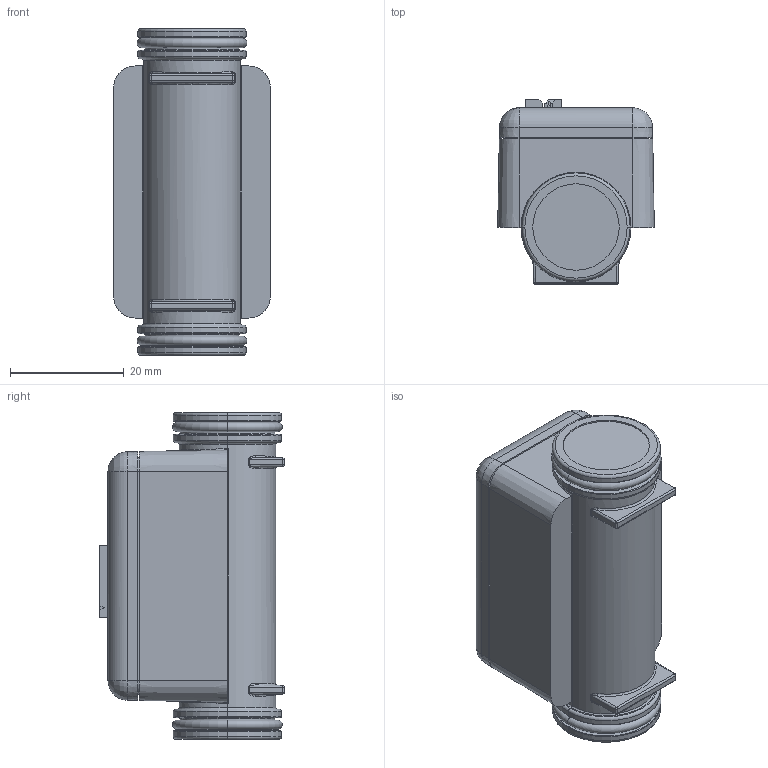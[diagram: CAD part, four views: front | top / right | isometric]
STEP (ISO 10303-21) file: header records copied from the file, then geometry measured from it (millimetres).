
FILE_DESCRIPTION (( 'STEP AP203' ), '1' );
FILE_NAME ('115660-_Publikationsmodell SFM 3100.step', '2015-09-04T05:54:25', ( 'IT' ), ( '' ), 'SwSTEP 2.0', 'SolidWorks 2015', '' );
FILE_SCHEMA (( 'CONFIG_CONTROL_DESIGN' ));
Products named in the file (1): 115660-_Publikationsmodell SFM 3100
Bounding box: 27.54 x 32.44 x 57.5 mm (x, y, z)
Volume: 24312.8 mm3; surface area: 18102.7 mm2
Topology: 87 solids, 87 shells, 3083 faces, 7820 edges, 4998 vertices
Faces by surface type: plane 2129, cylinder 553, bspline 191, cone 94, torus 83, sphere 33
Entity records: 105030 total; most frequent: CARTESIAN_POINT 32990, ORIENTED_EDGE 15560, DIRECTION 13526, EDGE_CURVE 7780, LINE 5802, VECTOR 5802, VERTEX_POINT 4991, AXIS2_PLACEMENT_3D 3862
